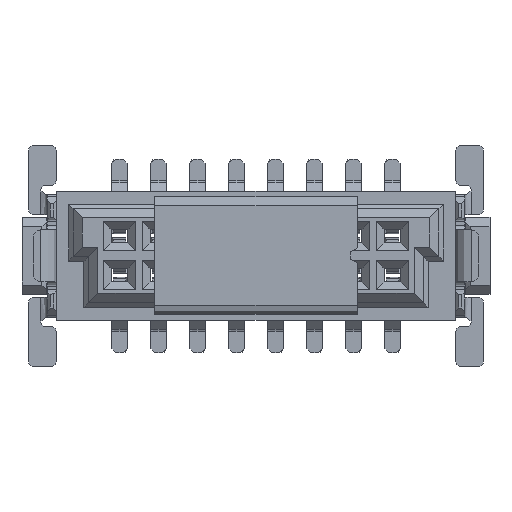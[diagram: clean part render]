
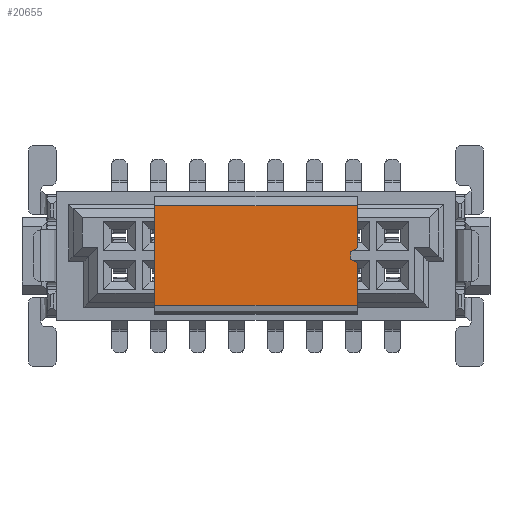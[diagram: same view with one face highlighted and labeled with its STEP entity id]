
A CAD part, top view. The second image highlights one B-rep face of the part: STEP entity #20655.
In plain terms, the highlighted planar face has unit normal (0, 0, 1).
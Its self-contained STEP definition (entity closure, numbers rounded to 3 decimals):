
#11387=CARTESIAN_POINT('',(3.3,1.625,9.05));
#11388=VERTEX_POINT('',#11387);
#11396=CARTESIAN_POINT('',(3.3,0.25,9.05));
#11397=VERTEX_POINT('',#11396);
#11398=CARTESIAN_POINT('',(3.3,0.25,9.05));
#11399=DIRECTION('',(0.,1.,0.));
#11400=VECTOR('',#11399,1.375);
#11401=LINE('',#11398,#11400);
#11402=EDGE_CURVE('',#11397,#11388,#11401,.T.);
#11571=CARTESIAN_POINT('',(3.3,-0.25,9.05));
#11572=VERTEX_POINT('',#11571);
#11573=CARTESIAN_POINT('',(3.3,0.,9.05));
#11574=DIRECTION('',(0.,-1.,0.));
#11575=DIRECTION('',(0.,0.,-1.));
#11576=AXIS2_PLACEMENT_3D('',#11573,#11575,#11574);
#11577=CIRCLE('',#11576,0.25);
#11578=EDGE_CURVE('',#11572,#11397,#11577,.T.);
#11705=CARTESIAN_POINT('',(3.3,-1.625,9.05));
#11706=VERTEX_POINT('',#11705);
#11707=CARTESIAN_POINT('',(3.3,-1.625,9.05));
#11708=DIRECTION('',(0.,1.,0.));
#11709=VECTOR('',#11708,1.375);
#11710=LINE('',#11707,#11709);
#11711=EDGE_CURVE('',#11706,#11572,#11710,.T.);
#20610=CARTESIAN_POINT('',(-3.3,1.625,9.05));
#20611=VERTEX_POINT('',#20610);
#20612=CARTESIAN_POINT('',(3.3,1.625,9.05));
#20613=DIRECTION('',(-1.,0.,0.));
#20614=VECTOR('',#20613,6.6);
#20615=LINE('',#20612,#20614);
#20616=EDGE_CURVE('',#11388,#20611,#20615,.T.);
#20630=CARTESIAN_POINT('',(0.,0.,9.05));
#20631=DIRECTION('',(0.,1.,0.));
#20632=DIRECTION('',(0.,-0.,1.));
#20633=AXIS2_PLACEMENT_3D('',#20630,#20632,#20631);
#20634=PLANE('',#20633);
#20635=CARTESIAN_POINT('',(-3.3,-1.625,9.05));
#20636=VERTEX_POINT('',#20635);
#20637=CARTESIAN_POINT('',(3.3,-1.625,9.05));
#20638=DIRECTION('',(-1.,0.,0.));
#20639=VECTOR('',#20638,6.6);
#20640=LINE('',#20637,#20639);
#20641=EDGE_CURVE('',#11706,#20636,#20640,.T.);
#20642=ORIENTED_EDGE('',*,*,#20641,.F.);
#20643=ORIENTED_EDGE('',*,*,#11711,.T.);
#20644=ORIENTED_EDGE('',*,*,#11578,.T.);
#20645=ORIENTED_EDGE('',*,*,#11402,.T.);
#20646=ORIENTED_EDGE('',*,*,#20616,.T.);
#20647=CARTESIAN_POINT('',(-3.3,-1.625,9.05));
#20648=DIRECTION('',(0.,1.,0.));
#20649=VECTOR('',#20648,3.25);
#20650=LINE('',#20647,#20649);
#20651=EDGE_CURVE('',#20636,#20611,#20650,.T.);
#20652=ORIENTED_EDGE('',*,*,#20651,.F.);
#20653=EDGE_LOOP('',(#20642,#20643,#20644,#20645,#20646,#20652));
#20654=FACE_OUTER_BOUND('',#20653,.T.);
#20655=ADVANCED_FACE('',(#20654),#20634,.T.);
